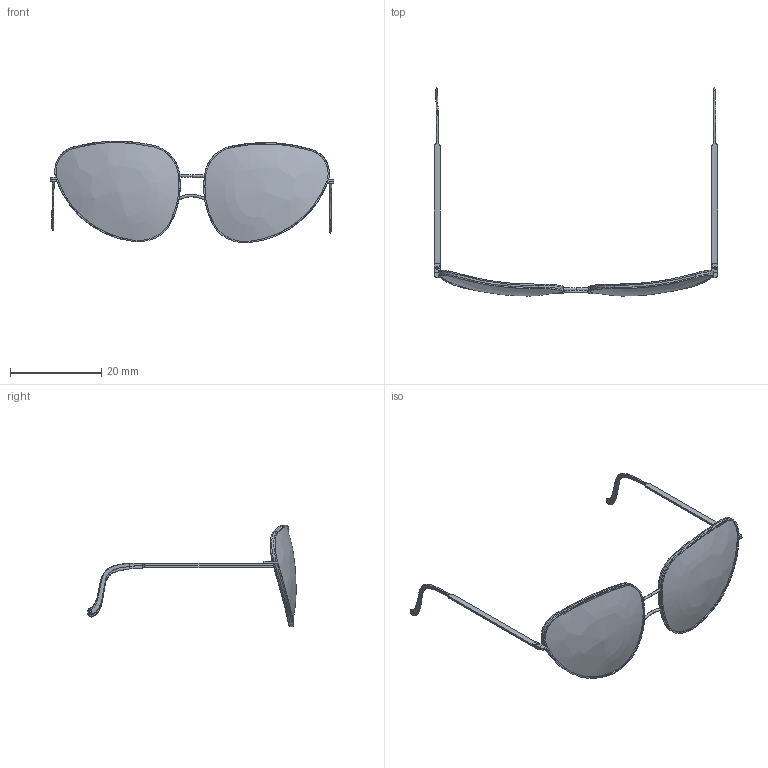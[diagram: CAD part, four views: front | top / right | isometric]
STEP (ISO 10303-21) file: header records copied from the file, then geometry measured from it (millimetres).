
FILE_DESCRIPTION(('FreeCAD Model'),'2;1');
FILE_NAME('Open CASCADE Shape Model','2025-05-04T06:10:25',('FreeCAD'),( 'FreeCAD'),'Open CASCADE STEP processor 7.6','FreeCAD','Unknown');
FILE_SCHEMA(('AUTOMOTIVE_DESIGN { 1 0 10303 214 1 1 1 1 }'));
Length unit declared in the file: millimetre
Products named in the file (1): Open CASCADE STEP translator 7.6 1
Bounding box: 62.17 x 45.68 x 22.31 mm (x, y, z)
Volume: 486.8 mm3; surface area: 2676 mm2
Topology: 7 solids, 7 shells, 492 faces, 1261 edges, 787 vertices
Faces by surface type: bspline 492
Entity records: 19930 total; most frequent: CARTESIAN_POINT 12469, ORIENTED_EDGE 2510, EDGE_CURVE 1255, B_SPLINE_CURVE_WITH_KNOTS 1060, VERTEX_POINT 787, FACE_BOUND 516, EDGE_LOOP 516, ADVANCED_FACE 492
